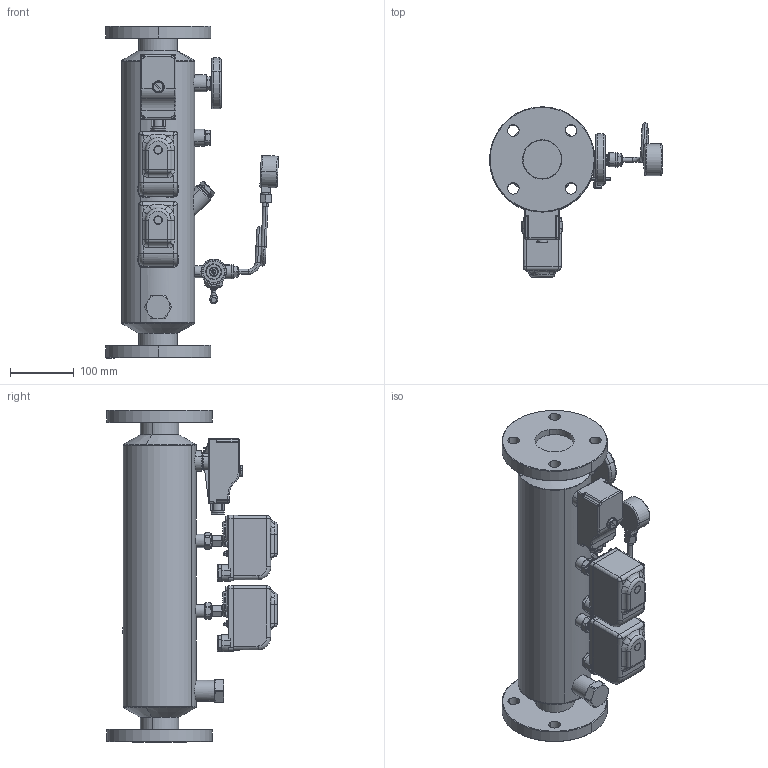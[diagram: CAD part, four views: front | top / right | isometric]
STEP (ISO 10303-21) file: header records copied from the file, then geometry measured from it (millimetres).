
FILE_DESCRIPTION(('CATIA V5 STEP Exchange','CAx-IF Rec.Pracs.--- Model Styling and Organization---1.4--- 2014-01-23','CAx-IF Rec.Pracs.---3D Tessellated Data Validation Properties---0.5---2014-09-14'),'2;1');
FILE_NAME('STEP_335500_-_TST.stp','2020-06-30T13:59:07+00:00',('none'),('none'),'CATIA Version 5-6 Release 2019 SP3','CATIA V5 STEP AP242 v1','none');
FILE_SCHEMA(('AP242_MANAGED_MODEL_BASED_3D_ENGINEERING_MIM_LF {1 0 10303 442 1 1 4}'));
Products named in the file (1): 335500 - TST
Bounding box: 270.88 x 266.5 x 520 mm (x, y, z)
Volume: 6656395.7 mm3; surface area: 480650.3 mm2
Topology: 4 solids, 10 shells, 1802 faces, 4306 edges, 2501 vertices
Faces by surface type: cylinder 617, plane 478, bspline 254, torus 213, cone 180, sphere 60
Entity records: 80561 total; most frequent: CARTESIAN_POINT 43517, ORIENTED_EDGE 8410, DIRECTION 5350, EDGE_CURVE 4205, AXIS2_PLACEMENT_3D 2790, VERTEX_POINT 2500, EDGE_LOOP 1914, ADVANCED_FACE 1802
